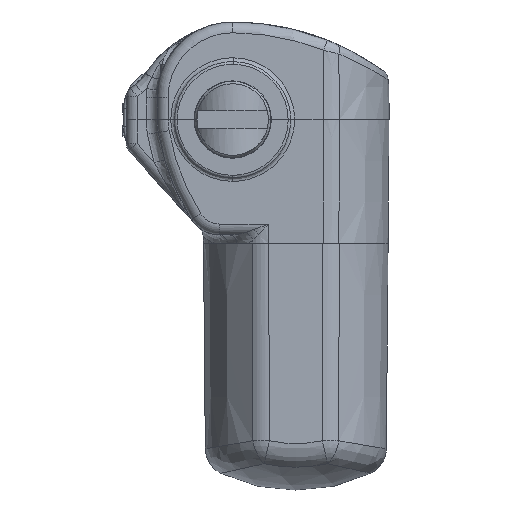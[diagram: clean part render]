
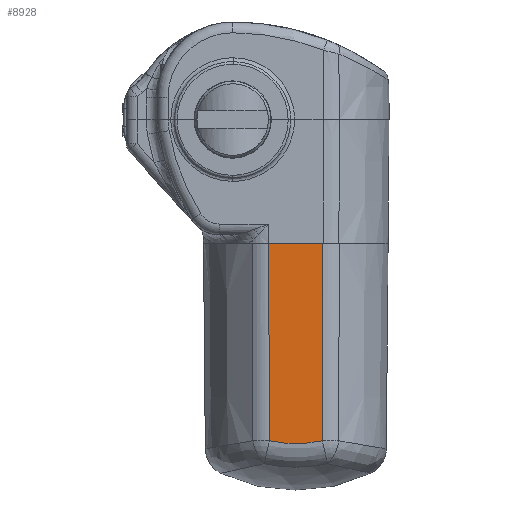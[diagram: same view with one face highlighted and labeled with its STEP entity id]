
A CAD part, left-side view. The second image highlights one B-rep face of the part: STEP entity #8928.
In plain terms, the highlighted planar face has unit normal (-1, 0, -0.009).
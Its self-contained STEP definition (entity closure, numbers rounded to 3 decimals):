
#53 = CARTESIAN_POINT ( 'NONE',  ( -36.898, -9.797, 66.04 ) ) ;
#156 = CARTESIAN_POINT ( 'NONE',  ( -36.48, -9.659, 18.121 ) ) ;
#433 = CARTESIAN_POINT ( 'NONE',  ( -37.5, -15.529, 135. ) ) ;
#909 = CARTESIAN_POINT ( 'NONE',  ( -37.107, 9.866, 90. ) ) ;
#1699 = CARTESIAN_POINT ( 'NONE',  ( -37.107, 9.866, 90. ) ) ;
#1870 = CIRCLE ( 'NONE', #16134, 45.105 ) ;
#2641 = CARTESIAN_POINT ( 'NONE',  ( -36.898, 9.797, 66.04 ) ) ;
#2779 = CARTESIAN_POINT ( 'NONE',  ( -36.864, 0., 62.178 ) ) ;
#3440 = DIRECTION ( 'NONE',  ( 1., 0., 0.009 ) ) ;
#4217 = VERTEX_POINT ( 'NONE', #19035 ) ;
#4542 = ORIENTED_EDGE ( 'NONE', *, *, #17054, .F. ) ;
#5219 = VERTEX_POINT ( 'NONE', #7262 ) ;
#5595 = CARTESIAN_POINT ( 'NONE',  ( -37.107, -9.866, 90. ) ) ;
#5854 = CARTESIAN_POINT ( 'NONE',  ( -36.48, 9.659, 18.121 ) ) ;
#6196 = EDGE_CURVE ( 'NONE', #9578, #5219, #8533, .T. ) ;
#6561 = DIRECTION ( 'NONE',  ( 0., -1., 0. ) ) ;
#7063 = DIRECTION ( 'NONE',  ( 1., 0., 0.009 ) ) ;
#7258 = CARTESIAN_POINT ( 'NONE',  ( -37.107, -3.289, 90. ) ) ;
#7262 = CARTESIAN_POINT ( 'NONE',  ( -37.107, -9.866, 90. ) ) ;
#8533 = B_SPLINE_CURVE_WITH_KNOTS ( 'NONE', 3,
 ( #909, #18574, #7258, #5595 ),
 .UNSPECIFIED., .F., .F.,
 ( 4, 4 ),
 ( 0., 1. ),
 .UNSPECIFIED. ) ;
#8928 = ADVANCED_FACE ( 'NONE', ( #12792 ), #19122, .F. ) ;
#9260 = ORIENTED_EDGE ( 'NONE', *, *, #6196, .F. ) ;
#9578 = VERTEX_POINT ( 'NONE', #1699 ) ;
#10551 = CARTESIAN_POINT ( 'NONE',  ( -37.107, 9.866, 90. ) ) ;
#10727 = CARTESIAN_POINT ( 'NONE',  ( -36.48, 9.659, 18.121 ) ) ;
#12729 = CARTESIAN_POINT ( 'NONE',  ( -36.689, -9.728, 42.081 ) ) ;
#12761 = EDGE_LOOP ( 'NONE', ( #14060, #18076, #4542, #9260 ) ) ;
#12792 = FACE_OUTER_BOUND ( 'NONE', #12761, .T. ) ;
#12836 = B_SPLINE_CURVE_WITH_KNOTS ( 'NONE', 3,
 ( #14283, #53, #12729, #156 ),
 .UNSPECIFIED., .F., .F.,
 ( 4, 4 ),
 ( 0., 1. ),
 .UNSPECIFIED. ) ;
#12965 = EDGE_CURVE ( 'NONE', #4217, #15518, #1870, .T. ) ;
#13285 = AXIS2_PLACEMENT_3D ( 'NONE', #433, #3440, #6561 ) ;
#13606 = DIRECTION ( 'NONE',  ( 0.009, -0.214, -0.977 ) ) ;
#14060 = ORIENTED_EDGE ( 'NONE', *, *, #19246, .F. ) ;
#14283 = CARTESIAN_POINT ( 'NONE',  ( -37.107, -9.866, 90. ) ) ;
#14998 = CARTESIAN_POINT ( 'NONE',  ( -36.689, 9.728, 42.081 ) ) ;
#15518 = VERTEX_POINT ( 'NONE', #10727 ) ;
#16134 = AXIS2_PLACEMENT_3D ( 'NONE', #2779, #7063, #13606 ) ;
#17054 = EDGE_CURVE ( 'NONE', #5219, #4217, #12836, .T. ) ;
#18076 = ORIENTED_EDGE ( 'NONE', *, *, #12965, .F. ) ;
#18574 = CARTESIAN_POINT ( 'NONE',  ( -37.107, 3.289, 90. ) ) ;
#19035 = CARTESIAN_POINT ( 'NONE',  ( -36.48, -9.659, 18.121 ) ) ;
#19122 = PLANE ( 'NONE',  #13285 ) ;
#19194 = B_SPLINE_CURVE_WITH_KNOTS ( 'NONE', 3,
 ( #5854, #14998, #2641, #10551 ),
 .UNSPECIFIED., .F., .F.,
 ( 4, 4 ),
 ( 0., 1. ),
 .UNSPECIFIED. ) ;
#19246 = EDGE_CURVE ( 'NONE', #15518, #9578, #19194, .T. ) ;
